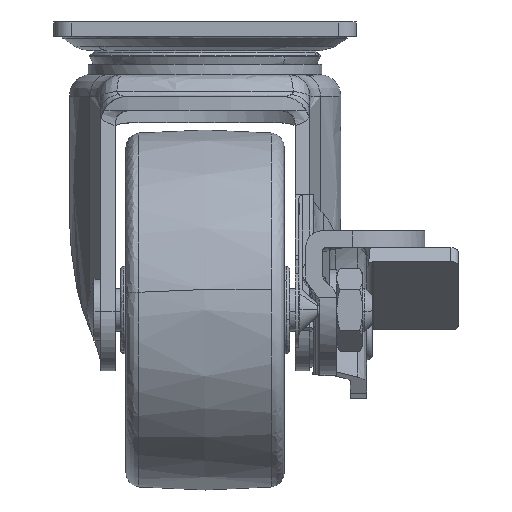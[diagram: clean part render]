
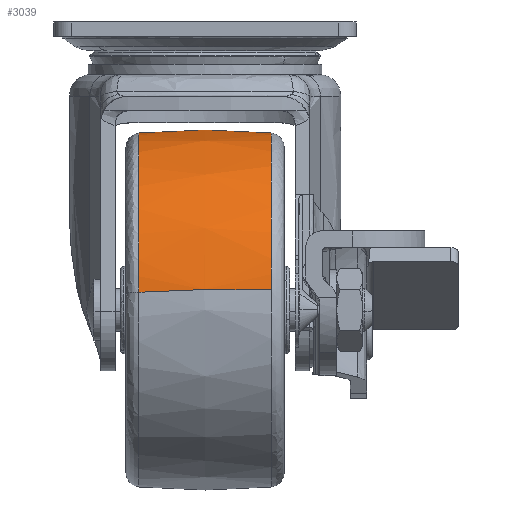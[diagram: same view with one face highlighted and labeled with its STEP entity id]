
A CAD part, left-side view. The second image highlights one B-rep face of the part: STEP entity #3039.
In plain terms, the highlighted free-form (B-spline) face has degree [2, 2] with [3, 5] control points.
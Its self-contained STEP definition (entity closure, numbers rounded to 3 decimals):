
#2031=CARTESIAN_POINT('',(-19.0,-9.184,-15.423));
#2032=VERTEX_POINT('',#2031);
#2046=CARTESIAN_POINT('',(-43.413,-9.184,-37.163));
#2047=VERTEX_POINT('',#2046);
#2048=CARTESIAN_POINT('',(-19.0,-9.184,-15.423));
#2049=CARTESIAN_POINT('',(-40.886,-9.184,-15.423));
#2050=CARTESIAN_POINT('',(-43.413,-9.184,-37.163));
#2058=(BOUNDED_CURVE()B_SPLINE_CURVE(2,(#2048,#2049,#2050),.UNSPECIFIED.,.F.,.U.)B_SPLINE_CURVE_WITH_KNOTS((3,3),(0.5,0.73),.UNSPECIFIED.)CURVE()GEOMETRIC_REPRESENTATION_ITEM()RATIONAL_B_SPLINE_CURVE((1.0,0.731,0.957))REPRESENTATION_ITEM(''));
#2059=EDGE_CURVE('',#2032,#2047,#2058,.T.);
#2126=CARTESIAN_POINT('',(-19.0,9.184,-15.423));
#2127=VERTEX_POINT('',#2126);
#2190=CARTESIAN_POINT('',(-43.453,9.184,-37.534));
#2191=VERTEX_POINT('',#2190);
#2205=CARTESIAN_POINT('',(-19.0,9.184,-15.423));
#2206=CARTESIAN_POINT('',(-40.906,9.184,-15.609));
#2207=CARTESIAN_POINT('',(-43.453,9.184,-37.534));
#2215=(BOUNDED_CURVE()B_SPLINE_CURVE(2,(#2205,#2206,#2207),.UNSPECIFIED.,.F.,.U.)B_SPLINE_CURVE_WITH_KNOTS((3,3),(0.5,0.73),.UNSPECIFIED.)CURVE()GEOMETRIC_REPRESENTATION_ITEM()RATIONAL_B_SPLINE_CURVE((1.0,0.731,0.957))REPRESENTATION_ITEM(''));
#2216=EDGE_CURVE('',#2127,#2191,#2215,.T.);
#2975=CARTESIAN_POINT('',(-43.413,-9.184,-37.163));
#2976=CARTESIAN_POINT('',(-43.554,-7.634,-37.14));
#2977=CARTESIAN_POINT('',(-43.656,-6.15,-37.128));
#2978=CARTESIAN_POINT('',(-43.728,-4.595,-37.125));
#2979=CARTESIAN_POINT('',(-43.798,-3.065,-37.122));
#2980=CARTESIAN_POINT('',(-43.836,-1.528,-37.139));
#2981=CARTESIAN_POINT('',(-43.838,0.003,-37.16));
#2982=CARTESIAN_POINT('',(-43.843,3.067,-37.203));
#2983=CARTESIAN_POINT('',(-43.717,6.135,-37.362));
#2984=CARTESIAN_POINT('',(-43.453,9.184,-37.534));
#2985=B_SPLINE_CURVE_WITH_KNOTS('',3,(#2975,#2976,#2977,#2978,#2979,#2980,#2981,#2982,#2983,#2984),.UNSPECIFIED.,.F.,.U.,(4,3,3,4),(0.0,4.669,9.263,18.456),.UNSPECIFIED.);
#2986=EDGE_CURVE('',#2047,#2191,#2985,.T.);
#2991=CARTESIAN_POINT('',(-19.0,-9.184,-15.423));
#2992=CARTESIAN_POINT('',(-19.0,0.,-14.576));
#2993=CARTESIAN_POINT('',(-19.0,9.184,-15.423));
#3001=(BOUNDED_CURVE()B_SPLINE_CURVE(2,(#2991,#2992,#2993),.UNSPECIFIED.,.F.,.U.)B_SPLINE_CURVE_WITH_KNOTS((3,3),(0.439,0.561),.UNSPECIFIED.)CURVE()GEOMETRIC_REPRESENTATION_ITEM()RATIONAL_B_SPLINE_CURVE((0.877,0.873,0.877))REPRESENTATION_ITEM(''));
#3002=EDGE_CURVE('',#2032,#2127,#3001,.T.);
#3010=CARTESIAN_POINT('',(-18.839,-10.097,-15.512));
#3011=CARTESIAN_POINT('',(-18.833,0.,-14.487));
#3012=CARTESIAN_POINT('',(-18.839,10.097,-15.512));
#3013=CARTESIAN_POINT('',(-18.92,-10.097,-15.512));
#3014=CARTESIAN_POINT('',(-18.916,0.,-14.487));
#3015=CARTESIAN_POINT('',(-18.92,10.097,-15.512));
#3016=CARTESIAN_POINT('',(-40.807,-10.097,-15.512));
#3017=CARTESIAN_POINT('',(-41.72,0.,-14.487));
#3018=CARTESIAN_POINT('',(-40.807,10.097,-15.512));
#3019=CARTESIAN_POINT('',(-43.356,-10.097,-37.44));
#3020=CARTESIAN_POINT('',(-44.375,0.,-37.333));
#3021=CARTESIAN_POINT('',(-43.356,10.097,-37.44));
#3022=CARTESIAN_POINT('',(-43.387,-10.097,-37.706));
#3023=CARTESIAN_POINT('',(-44.408,0.,-37.61));
#3024=CARTESIAN_POINT('',(-43.387,10.097,-37.706));
#3032=(BOUNDED_SURFACE()B_SPLINE_SURFACE(2,2,((#3010,#3013,#3016,#3019,#3022),(#3011,#3014,#3017,#3020,#3023),(#3012,#3015,#3018,#3021,#3024)),.UNSPECIFIED.,.F.,.F.,.U.)B_SPLINE_SURFACE_WITH_KNOTS((3,3),(3,1,1,3),(0.0,20.245),(0.0,0.192,38.258,38.876),.UNSPECIFIED.)GEOMETRIC_REPRESENTATION_ITEM()RATIONAL_B_SPLINE_SURFACE(((0.88,0.878,0.641,0.843,0.846),(0.875,0.874,0.638,0.838,0.842),(0.88,0.878,0.641,0.843,0.846)))REPRESENTATION_ITEM('')SURFACE());
#3033=ORIENTED_EDGE('',*,*,#2059,.F.);
#3034=ORIENTED_EDGE('',*,*,#3002,.T.);
#3035=ORIENTED_EDGE('',*,*,#2216,.T.);
#3036=ORIENTED_EDGE('',*,*,#2986,.F.);
#3037=EDGE_LOOP('',(#3033,#3034,#3035,#3036));
#3038=FACE_OUTER_BOUND('',#3037,.T.);
#3039=ADVANCED_FACE('',(#3038),#3032,.T.);
